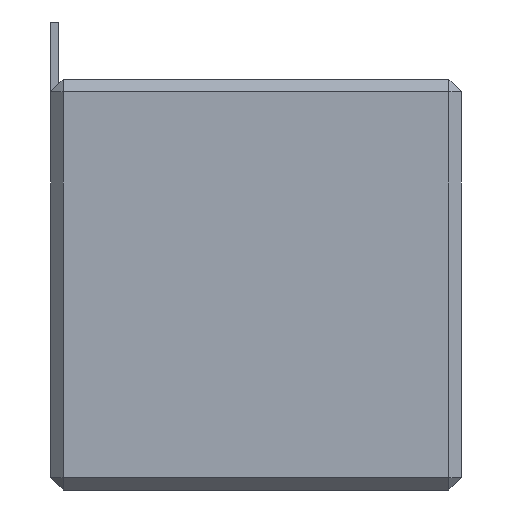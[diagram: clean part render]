
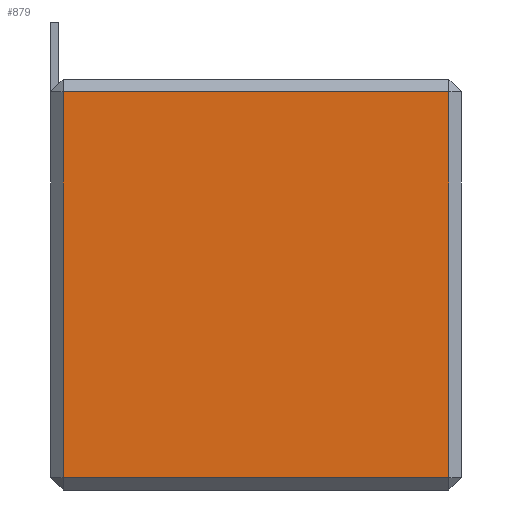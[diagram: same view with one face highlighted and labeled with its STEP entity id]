
A CAD part, left-side view. The second image highlights one B-rep face of the part: STEP entity #879.
In plain terms, the highlighted planar face has unit normal (-1, 0, 0).
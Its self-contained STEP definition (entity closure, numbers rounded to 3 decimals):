
#38 = DIRECTION ( 'NONE',  ( 0., 0., -1. ) ) ;
#104 = LINE ( 'NONE', #374, #770 ) ;
#140 = CARTESIAN_POINT ( 'NONE',  ( 0., 1.5, 1.5 ) ) ;
#211 = DIRECTION ( 'NONE',  ( 1., 0., 0. ) ) ;
#243 = PLANE ( 'NONE',  #389 ) ;
#303 = ORIENTED_EDGE ( 'NONE', *, *, #1641, .T. ) ;
#318 = VERTEX_POINT ( 'NONE', #398 ) ;
#366 = CARTESIAN_POINT ( 'NONE',  ( 0., 0., 50. ) ) ;
#374 = CARTESIAN_POINT ( 'NONE',  ( 0., 1.5, 50. ) ) ;
#389 = AXIS2_PLACEMENT_3D ( 'NONE', #366, #211, #1162 ) ;
#398 = CARTESIAN_POINT ( 'NONE',  ( 0., 1.5, 48.5 ) ) ;
#470 = ORIENTED_EDGE ( 'NONE', *, *, #1042, .T. ) ;
#524 = CARTESIAN_POINT ( 'NONE',  ( 0., 0., 1.5 ) ) ;
#550 = CARTESIAN_POINT ( 'NONE',  ( 0., 48.5, 50. ) ) ;
#557 = VERTEX_POINT ( 'NONE', #1318 ) ;
#602 = VECTOR ( 'NONE', #38, 1000. ) ;
#770 = VECTOR ( 'NONE', #1429, 1000. ) ;
#823 = CARTESIAN_POINT ( 'NONE',  ( 0., 0., 48.5 ) ) ;
#861 = VECTOR ( 'NONE', #1061, 1000. ) ;
#879 = ADVANCED_FACE ( 'NONE', ( #883 ), #243, .F. ) ;
#883 = FACE_OUTER_BOUND ( 'NONE', #1698, .T. ) ;
#936 = ORIENTED_EDGE ( 'NONE', *, *, #1406, .T. ) ;
#942 = LINE ( 'NONE', #823, #861 ) ;
#978 = EDGE_CURVE ( 'NONE', #1626, #318, #104, .T. ) ;
#1000 = DIRECTION ( 'NONE',  ( 0., -1., 0. ) ) ;
#1011 = CARTESIAN_POINT ( 'NONE',  ( 0., 48.5, 48.5 ) ) ;
#1042 = EDGE_CURVE ( 'NONE', #1543, #557, #1466, .T. ) ;
#1061 = DIRECTION ( 'NONE',  ( 0., 1., 0. ) ) ;
#1162 = DIRECTION ( 'NONE',  ( 0., 0., -1. ) ) ;
#1184 = LINE ( 'NONE', #524, #1285 ) ;
#1285 = VECTOR ( 'NONE', #1000, 1000. ) ;
#1318 = CARTESIAN_POINT ( 'NONE',  ( 0., 48.5, 1.5 ) ) ;
#1406 = EDGE_CURVE ( 'NONE', #557, #1626, #1184, .T. ) ;
#1429 = DIRECTION ( 'NONE',  ( 0., 0., 1. ) ) ;
#1466 = LINE ( 'NONE', #550, #602 ) ;
#1526 = ORIENTED_EDGE ( 'NONE', *, *, #978, .T. ) ;
#1543 = VERTEX_POINT ( 'NONE', #1011 ) ;
#1626 = VERTEX_POINT ( 'NONE', #140 ) ;
#1641 = EDGE_CURVE ( 'NONE', #318, #1543, #942, .T. ) ;
#1698 = EDGE_LOOP ( 'NONE', ( #470, #936, #1526, #303 ) ) ;
